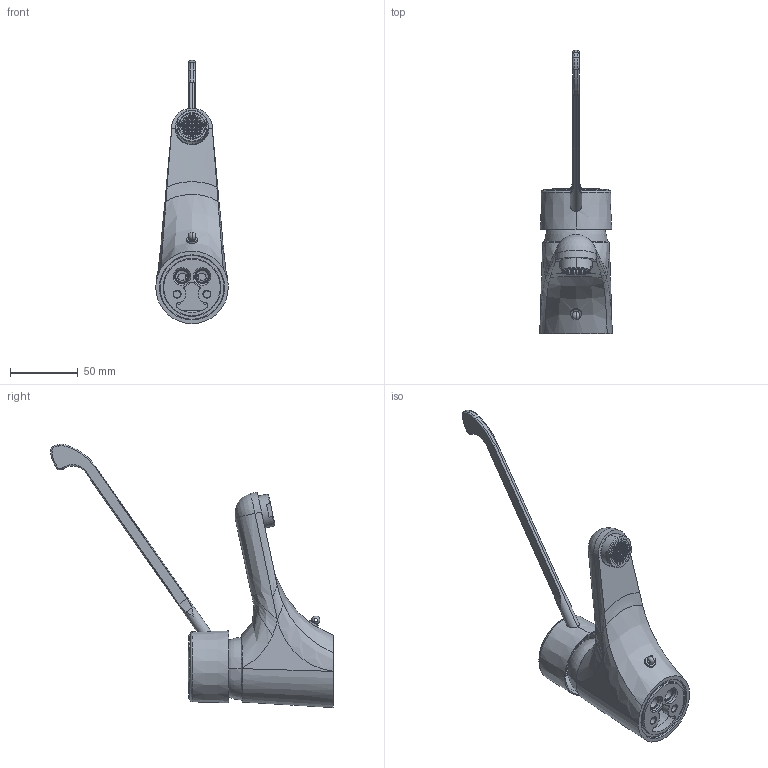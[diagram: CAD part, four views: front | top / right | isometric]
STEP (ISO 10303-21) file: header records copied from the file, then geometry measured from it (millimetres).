
FILE_DESCRIPTION((''),'2;1');
FILE_NAME('NT301CR','2021-11-10T13:21:59',('ut3'),('PAFFONI SpA'),'CREO PARAMETRIC BY PTC INC, 2020044','CREO PARAMETRIC BY PTC INC, 2020044','');
FILE_SCHEMA(('CONFIG_CONTROL_DESIGN','SHAPE_APPEARANCE_LAYERS_GROUPS'));
Length unit declared in the file: millimetre
Products named in the file (1): NT301CR
Bounding box: 53.5 x 208.58 x 194.17 mm (x, y, z)
Volume: 156486 mm3; surface area: 100318.3 mm2
Topology: 2 solids, 14 shells, 2832 faces, 8193 edges, 5325 vertices
Faces by surface type: plane 2108, cylinder 408, torus 139, cone 63, bspline 63, sphere 47, extrusion 4
Entity records: 112393 total; most frequent: CARTESIAN_POINT 25940, ORIENTED_EDGE 16332, DIRECTION 15218, EDGE_CURVE 8166, VERTEX_POINT 5325, VECTOR 5246, LINE 5242, AXIS2_PLACEMENT_3D 4986
